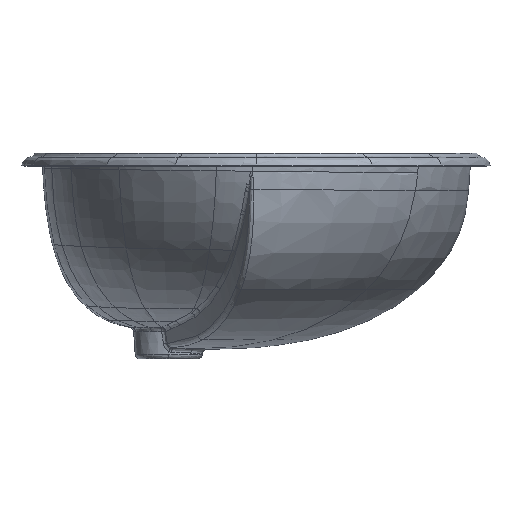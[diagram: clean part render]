
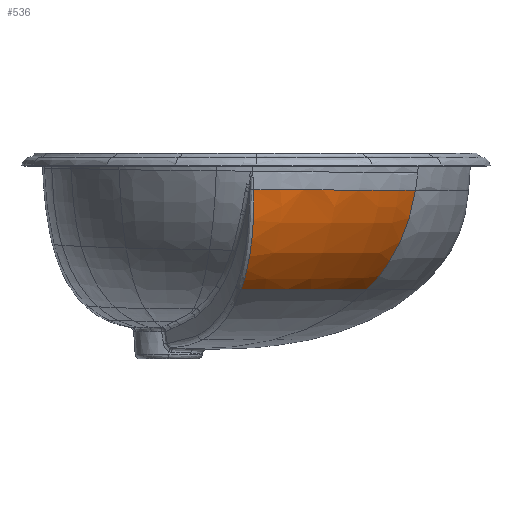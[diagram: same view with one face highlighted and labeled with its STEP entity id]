
A CAD part, left-side view. The second image highlights one B-rep face of the part: STEP entity #536.
In plain terms, the highlighted free-form (B-spline) face has degree [7, 7] with [8, 8] control points.
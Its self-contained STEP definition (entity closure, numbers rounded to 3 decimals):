
#228=B_SPLINE_SURFACE_WITH_KNOTS('',7,7,((#26698,#26699,#26700,#26701,#26702,
#26703,#26704,#26705),(#26706,#26707,#26708,#26709,#26710,#26711,#26712,
#26713),(#26714,#26715,#26716,#26717,#26718,#26719,#26720,#26721),(#26722,
#26723,#26724,#26725,#26726,#26727,#26728,#26729),(#26730,#26731,#26732,
#26733,#26734,#26735,#26736,#26737),(#26738,#26739,#26740,#26741,#26742,
#26743,#26744,#26745),(#26746,#26747,#26748,#26749,#26750,#26751,#26752,
#26753),(#26754,#26755,#26756,#26757,#26758,#26759,#26760,#26761)),
 .UNSPECIFIED.,.F.,.F.,.F.,(8,8),(8,8),(0.,1.),(0.,1.),.UNSPECIFIED.);
#536=ADVANCED_FACE('',(#992),#228,.F.);
#992=FACE_OUTER_BOUND('',#1408,.T.);
#1408=EDGE_LOOP('',(#2228,#2229,#2230,#2231,#2232));
#2228=ORIENTED_EDGE('',*,*,#4574,.F.);
#2229=ORIENTED_EDGE('',*,*,#4575,.T.);
#2230=ORIENTED_EDGE('',*,*,#4576,.F.);
#2231=ORIENTED_EDGE('',*,*,#4531,.F.);
#2232=ORIENTED_EDGE('',*,*,#4523,.T.);
#3856=VERTEX_POINT('',#25580);
#3857=VERTEX_POINT('',#25589);
#3860=VERTEX_POINT('',#25768);
#3893=VERTEX_POINT('',#26604);
#3894=VERTEX_POINT('',#26689);
#4523=EDGE_CURVE('',#3857,#3856,#5507,.T.);
#4531=EDGE_CURVE('',#3857,#3860,#5515,.T.);
#4574=EDGE_CURVE('',#3893,#3856,#5558,.T.);
#4575=EDGE_CURVE('',#3893,#3894,#5559,.T.);
#4576=EDGE_CURVE('',#3860,#3894,#5560,.T.);
#5507=B_SPLINE_CURVE_WITH_KNOTS('',7,(#25581,#25582,#25583,#25584,#25585,
#25586,#25587,#25588),.UNSPECIFIED.,.F.,.F.,(8,8),(0.,1.),.UNSPECIFIED.);
#5515=B_SPLINE_CURVE_WITH_KNOTS('',8,(#25779,#25780,#25781,#25782,#25783,
#25784,#25785,#25786,#25787),.UNSPECIFIED.,.F.,.F.,(9,9),(0.,1.),
 .UNSPECIFIED.);
#5558=B_SPLINE_CURVE_WITH_KNOTS('',7,(#26605,#26606,#26607,#26608,#26609,
#26610,#26611,#26612),.UNSPECIFIED.,.F.,.F.,(8,8),(0.,1.),.UNSPECIFIED.);
#5559=B_SPLINE_CURVE_WITH_KNOTS('',3,(#26677,#26678,#26679,#26680,#26681,
#26682,#26683,#26684,#26685,#26686,#26687,#26688),.UNSPECIFIED.,.F.,.F.,
(4,2,2,2,2,4),(0.,0.25,0.5,0.625,0.75,1.),.UNSPECIFIED.);
#5560=B_SPLINE_CURVE_WITH_KNOTS('',7,(#26690,#26691,#26692,#26693,#26694,
#26695,#26696,#26697),.UNSPECIFIED.,.F.,.F.,(8,8),(0.,1.),.UNSPECIFIED.);
#25580=CARTESIAN_POINT('',(-202.792,-251.776,-37.857));
#25581=CARTESIAN_POINT('',(-202.767,-251.744,-38.052));
#25582=CARTESIAN_POINT('',(-202.771,-251.748,-38.024));
#25583=CARTESIAN_POINT('',(-202.774,-251.753,-37.996));
#25584=CARTESIAN_POINT('',(-202.778,-251.758,-37.968));
#25585=CARTESIAN_POINT('',(-202.781,-251.762,-37.941));
#25586=CARTESIAN_POINT('',(-202.785,-251.767,-37.913));
#25587=CARTESIAN_POINT('',(-202.788,-251.771,-37.885));
#25588=CARTESIAN_POINT('',(-202.792,-251.776,-37.857));
#25589=CARTESIAN_POINT('',(-202.767,-251.744,-38.052));
#25768=CARTESIAN_POINT('',(-164.724,-202.042,-139.164));
#25779=CARTESIAN_POINT('',(-202.767,-251.744,-38.052));
#25780=CARTESIAN_POINT('',(-200.931,-249.344,-52.768));
#25781=CARTESIAN_POINT('',(-198.31,-245.92,-67.422));
#25782=CARTESIAN_POINT('',(-194.816,-241.356,-81.667));
#25783=CARTESIAN_POINT('',(-190.362,-235.537,-95.226));
#25784=CARTESIAN_POINT('',(-184.972,-228.495,-107.842));
#25785=CARTESIAN_POINT('',(-178.791,-220.42,-119.367));
#25786=CARTESIAN_POINT('',(-172.013,-211.565,-129.782));
#25787=CARTESIAN_POINT('',(-164.724,-202.042,-139.164));
#26604=CARTESIAN_POINT('',(-314.816,-86.864,-37.3));
#26605=CARTESIAN_POINT('',(-314.818,-86.863,-37.3));
#26606=CARTESIAN_POINT('',(-314.554,-116.555,-37.487));
#26607=CARTESIAN_POINT('',(-308.564,-146.985,-37.584));
#26608=CARTESIAN_POINT('',(-293.986,-174.35,-37.635));
#26609=CARTESIAN_POINT('',(-274.4,-198.113,-37.72));
#26610=CARTESIAN_POINT('',(-252.625,-218.818,-37.846));
#26611=CARTESIAN_POINT('',(-228.648,-236.772,-37.916));
#26612=CARTESIAN_POINT('',(-202.792,-251.776,-37.857));
#26677=CARTESIAN_POINT('',(-314.811,-86.86,-37.299));
#26678=CARTESIAN_POINT('',(-313.928,-86.923,-47.137));
#26679=CARTESIAN_POINT('',(-312.612,-86.825,-56.997));
#26680=CARTESIAN_POINT('',(-308.15,-85.96,-76.065));
#26681=CARTESIAN_POINT('',(-305.029,-85.216,-85.283));
#26682=CARTESIAN_POINT('',(-298.687,-83.567,-98.524));
#26683=CARTESIAN_POINT('',(-296.29,-82.925,-102.846));
#26684=CARTESIAN_POINT('',(-291.08,-81.498,-111.05));
#26685=CARTESIAN_POINT('',(-288.254,-80.71,-114.965));
#26686=CARTESIAN_POINT('',(-279.164,-78.132,-126.193));
#26687=CARTESIAN_POINT('',(-272.221,-76.111,-133.032));
#26688=CARTESIAN_POINT('',(-264.803,-73.887,-139.164));
#26689=CARTESIAN_POINT('',(-264.803,-73.887,-139.164));
#26690=CARTESIAN_POINT('',(-164.724,-202.042,-139.164));
#26691=CARTESIAN_POINT('',(-184.878,-189.276,-139.164));
#26692=CARTESIAN_POINT('',(-203.961,-174.793,-139.164));
#26693=CARTESIAN_POINT('',(-221.624,-158.577,-139.164));
#26694=CARTESIAN_POINT('',(-237.547,-140.28,-139.164));
#26695=CARTESIAN_POINT('',(-250.676,-119.704,-139.164));
#26696=CARTESIAN_POINT('',(-259.707,-97.187,-139.164));
#26697=CARTESIAN_POINT('',(-264.803,-73.887,-139.164));
#26698=CARTESIAN_POINT('',(-265.505,-70.509,-139.164));
#26699=CARTESIAN_POINT('',(-260.801,-94.382,-139.164));
#26700=CARTESIAN_POINT('',(-252.02,-117.568,-139.164));
#26701=CARTESIAN_POINT('',(-238.859,-138.762,-139.164));
#26702=CARTESIAN_POINT('',(-222.718,-157.57,-139.164));
#26703=CARTESIAN_POINT('',(-204.749,-174.193,-139.164));
#26704=CARTESIAN_POINT('',(-185.294,-189.012,-139.164));
#26705=CARTESIAN_POINT('',(-164.724,-202.042,-139.164));
#26706=CARTESIAN_POINT('',(-278.1,-74.383,-128.711));
#26707=CARTESIAN_POINT('',(-273.49,-99.505,-128.612));
#26708=CARTESIAN_POINT('',(-264.527,-124.007,-128.512));
#26709=CARTESIAN_POINT('',(-250.8,-146.333,-128.518));
#26710=CARTESIAN_POINT('',(-233.863,-166.103,-128.507));
#26711=CARTESIAN_POINT('',(-215.043,-183.63,-128.506));
#26712=CARTESIAN_POINT('',(-194.713,-199.311,-128.609));
#26713=CARTESIAN_POINT('',(-173.054,-212.925,-128.441));
#26714=CARTESIAN_POINT('',(-289.56,-77.886,-116.672));
#26715=CARTESIAN_POINT('',(-285.311,-104.227,-116.881));
#26716=CARTESIAN_POINT('',(-276.3,-130.004,-116.827));
#26717=CARTESIAN_POINT('',(-261.967,-153.42,-116.723));
#26718=CARTESIAN_POINT('',(-244.256,-174.074,-116.622));
#26719=CARTESIAN_POINT('',(-224.661,-192.389,-116.587));
#26720=CARTESIAN_POINT('',(-203.404,-208.825,-116.62));
#26721=CARTESIAN_POINT('',(-180.703,-222.918,-116.341));
#26722=CARTESIAN_POINT('',(-299.36,-80.838,-102.825));
#26723=CARTESIAN_POINT('',(-295.721,-108.295,-103.301));
#26724=CARTESIAN_POINT('',(-286.86,-135.323,-103.326));
#26725=CARTESIAN_POINT('',(-271.99,-159.75,-103.158));
#26726=CARTESIAN_POINT('',(-253.57,-181.214,-103.035));
#26727=CARTESIAN_POINT('',(-233.298,-200.24,-103.036));
#26728=CARTESIAN_POINT('',(-211.155,-217.297,-103.037));
#26729=CARTESIAN_POINT('',(-187.533,-231.841,-102.741));
#26730=CARTESIAN_POINT('',(-306.625,-82.999,-87.284));
#26731=CARTESIAN_POINT('',(-303.775,-111.374,-87.913));
#26732=CARTESIAN_POINT('',(-295.337,-139.543,-88.053));
#26733=CARTESIAN_POINT('',(-280.159,-164.892,-87.926));
#26734=CARTESIAN_POINT('',(-261.223,-187.104,-87.863));
#26735=CARTESIAN_POINT('',(-240.446,-206.777,-87.946));
#26736=CARTESIAN_POINT('',(-217.579,-224.337,-87.967));
#26737=CARTESIAN_POINT('',(-193.192,-239.234,-87.708));
#26738=CARTESIAN_POINT('',(-311.072,-84.312,-70.73));
#26739=CARTESIAN_POINT('',(-309.139,-113.368,-71.363));
#26740=CARTESIAN_POINT('',(-301.435,-142.523,-71.602));
#26741=CARTESIAN_POINT('',(-286.285,-168.723,-71.575));
#26742=CARTESIAN_POINT('',(-267.056,-191.63,-71.6));
#26743=CARTESIAN_POINT('',(-245.929,-211.868,-71.75));
#26744=CARTESIAN_POINT('',(-222.544,-229.808,-71.802));
#26745=CARTESIAN_POINT('',(-197.525,-244.895,-71.594));
#26746=CARTESIAN_POINT('',(-313.357,-85.013,-54.037));
#26747=CARTESIAN_POINT('',(-312.409,-114.543,-54.483));
#26748=CARTESIAN_POINT('',(-305.687,-144.543,-54.696));
#26749=CARTESIAN_POINT('',(-290.852,-171.535,-54.734));
#26750=CARTESIAN_POINT('',(-271.446,-195.065,-54.811));
#26751=CARTESIAN_POINT('',(-249.982,-215.728,-54.97));
#26752=CARTESIAN_POINT('',(-226.228,-233.871,-55.042));
#26753=CARTESIAN_POINT('',(-200.666,-248.998,-54.895));
#26754=CARTESIAN_POINT('',(-314.818,-85.614,-37.292));
#26755=CARTESIAN_POINT('',(-314.758,-115.454,-37.482));
#26756=CARTESIAN_POINT('',(-308.996,-146.159,-37.581));
#26757=CARTESIAN_POINT('',(-294.453,-173.773,-37.631));
#26758=CARTESIAN_POINT('',(-274.793,-197.741,-37.718));
#26759=CARTESIAN_POINT('',(-252.911,-218.602,-37.844));
#26760=CARTESIAN_POINT('',(-228.803,-236.682,-37.917));
#26761=CARTESIAN_POINT('',(-202.792,-251.776,-37.857));
